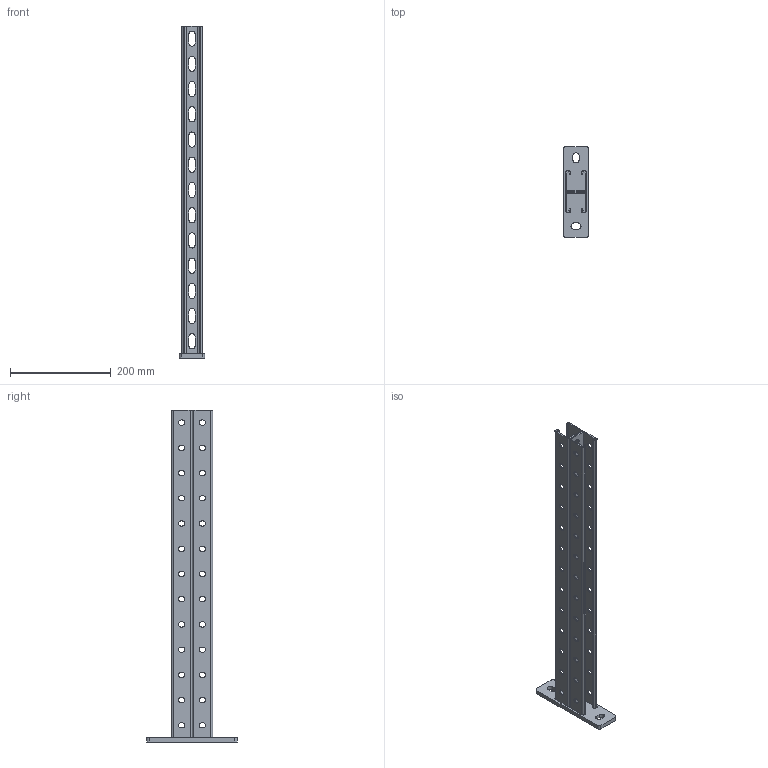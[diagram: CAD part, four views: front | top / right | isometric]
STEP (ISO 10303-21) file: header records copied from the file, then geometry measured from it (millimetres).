
FILE_DESCRIPTION (( 'STEP AP203' ), '1' );
FILE_NAME ('Êîíñîëü Strut äâîéíàÿ_h41-600.step', '2022-01-27T09:03:58', ( '' ), ( '' ), 'SwSTEP 2.0', 'SolidWorks 2017', '' );
FILE_SCHEMA (( 'CONFIG_CONTROL_DESIGN' ));
Length unit declared in the file: millimetre
Products named in the file (3): Êîíñîëü Strut äâîéíàÿ_h41-600; Ïÿòêà êîíñîëè ¹2_-01; STRUT-镳铘桦黖h41-650
Assembly tree (3 placements, depth 2):
  Êîíñîëü Strut äâîéíàÿ_h41-600
    Ïÿòêà êîíñîëè ¹2_-01
    STRUT-镳铘桦黖h41-650  x2
Bounding box: 50 x 180 x 658 mm (x, y, z)
Volume: 465991 mm3; surface area: 363813 mm2
Topology: 3 solids, 3 shells, 2457 faces, 7351 edges, 4900 vertices
Faces by surface type: plane 2280, cylinder 177
Entity records: 41444 total; most frequent: CARTESIAN_POINT 7412, ORIENTED_EDGE 7402, DIRECTION 6375, EDGE_CURVE 3701, VECTOR 3515, LINE 3515, VERTEX_POINT 2467, AXIS2_PLACEMENT_3D 1430
